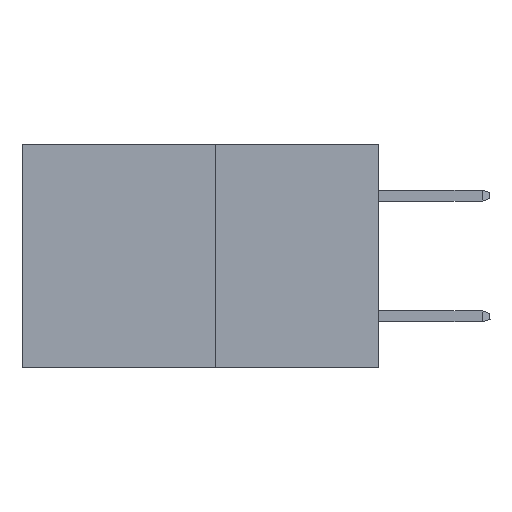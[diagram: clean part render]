
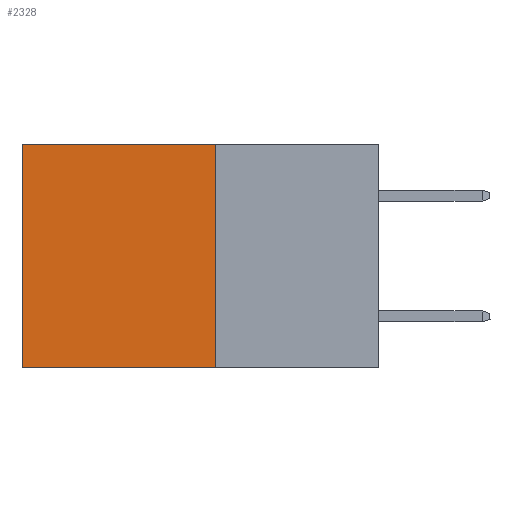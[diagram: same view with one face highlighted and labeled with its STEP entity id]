
A CAD part, left-side view. The second image highlights one B-rep face of the part: STEP entity #2328.
In plain terms, the highlighted planar face has unit normal (-1, 0, 0).
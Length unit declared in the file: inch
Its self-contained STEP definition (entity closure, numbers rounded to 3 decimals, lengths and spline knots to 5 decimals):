
#972 = PLANE ( 'NONE',  #17895 ) ;
#1066 = CARTESIAN_POINT ( 'NONE',  ( 0.277, 0.27, -0.37 ) ) ;
#1251 = ORIENTED_EDGE ( 'NONE', *, *, #16467, .T. ) ;
#1448 = VECTOR ( 'NONE', #10516, 39.37008 ) ;
#1939 = DIRECTION ( 'NONE',  ( 0., 0., -1. ) ) ;
#2288 = CARTESIAN_POINT ( 'NONE',  ( 0.277, 0.59, -0.37 ) ) ;
#2328 = ADVANCED_FACE ( 'NONE', ( #5171 ), #972, .F. ) ;
#2812 = EDGE_CURVE ( 'NONE', #12141, #10834, #15241, .T. ) ;
#2968 = DIRECTION ( 'NONE',  ( 0., 1., 0. ) ) ;
#4250 = CARTESIAN_POINT ( 'NONE',  ( 0.277, 0.27, -0.37 ) ) ;
#4427 = ORIENTED_EDGE ( 'NONE', *, *, #9131, .F. ) ;
#5146 = VECTOR ( 'NONE', #1939, 39.37008 ) ;
#5171 = FACE_OUTER_BOUND ( 'NONE', #17559, .T. ) ;
#5418 = EDGE_CURVE ( 'NONE', #12141, #7637, #6470, .T. ) ;
#5777 = CARTESIAN_POINT ( 'NONE',  ( 0.277, 0.27, 0. ) ) ;
#6449 = CARTESIAN_POINT ( 'NONE',  ( 0.277, 0.59, -0.37 ) ) ;
#6470 = LINE ( 'NONE', #5777, #1448 ) ;
#7617 = LINE ( 'NONE', #6449, #11521 ) ;
#7637 = VERTEX_POINT ( 'NONE', #10469 ) ;
#7670 = ORIENTED_EDGE ( 'NONE', *, *, #5418, .T. ) ;
#8119 = VERTEX_POINT ( 'NONE', #2288 ) ;
#9131 = EDGE_CURVE ( 'NONE', #10834, #8119, #13156, .T. ) ;
#10140 = CARTESIAN_POINT ( 'NONE',  ( 0.277, 0.27, -0.37 ) ) ;
#10469 = CARTESIAN_POINT ( 'NONE',  ( 0.277, 0.59, 0. ) ) ;
#10516 = DIRECTION ( 'NONE',  ( 0., 1., 0. ) ) ;
#10834 = VERTEX_POINT ( 'NONE', #13610 ) ;
#11521 = VECTOR ( 'NONE', #17857, 39.37008 ) ;
#12141 = VERTEX_POINT ( 'NONE', #12479 ) ;
#12479 = CARTESIAN_POINT ( 'NONE',  ( 0.277, 0.27, 0. ) ) ;
#13156 = LINE ( 'NONE', #1066, #22534 ) ;
#13184 = ORIENTED_EDGE ( 'NONE', *, *, #2812, .F. ) ;
#13610 = CARTESIAN_POINT ( 'NONE',  ( 0.277, 0.27, -0.37 ) ) ;
#15241 = LINE ( 'NONE', #4250, #5146 ) ;
#16467 = EDGE_CURVE ( 'NONE', #7637, #8119, #7617, .T. ) ;
#16620 = DIRECTION ( 'NONE',  ( 1., 0., 0. ) ) ;
#16677 = DIRECTION ( 'NONE',  ( 0., 0., -1. ) ) ;
#17559 = EDGE_LOOP ( 'NONE', ( #1251, #4427, #13184, #7670 ) ) ;
#17857 = DIRECTION ( 'NONE',  ( 0., 0., -1. ) ) ;
#17895 = AXIS2_PLACEMENT_3D ( 'NONE', #10140, #16620, #16677 ) ;
#22534 = VECTOR ( 'NONE', #2968, 39.37008 ) ;
